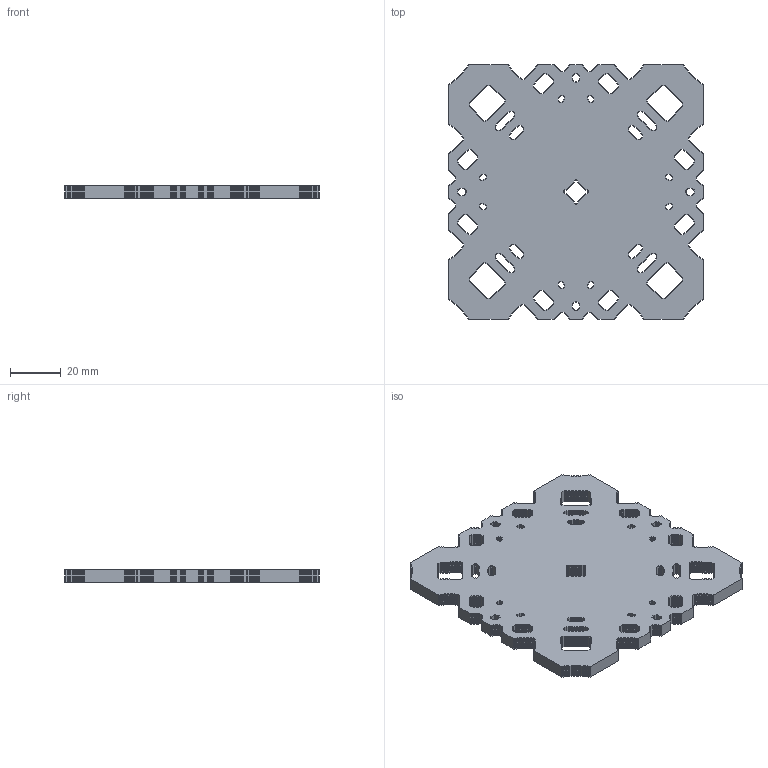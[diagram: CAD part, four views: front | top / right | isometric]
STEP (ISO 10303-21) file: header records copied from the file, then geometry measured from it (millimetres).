
FILE_DESCRIPTION(('STEP AP214'),'1');
FILE_NAME('18.stp','2025-05-22T11:55:31',(' '),(' '),'Spatial InterOp 3D',' ',' ');
FILE_SCHEMA(('AUTOMOTIVE_DESIGN { 1 0 10303 214 1 1 1 1 }'));
Length unit declared in the file: millimetre
Products named in the file (1): 1
Bounding box: 100 x 100 x 5 mm (x, y, z)
Volume: 42086.8 mm3; surface area: 23803.5 mm2
Topology: 1 solids, 1 shells, 2570 faces, 7728 edges, 5160 vertices
Faces by surface type: plane 2570
Entity records: 87307 total; most frequent: CARTESIAN_POINT 18259, ORIENTED_EDGE 15456, DIRECTION 12558, EDGE_CURVE 7728, LINE 7416, VECTOR 7416, VERTEX_POINT 5160, EDGE_LOOP 2636
